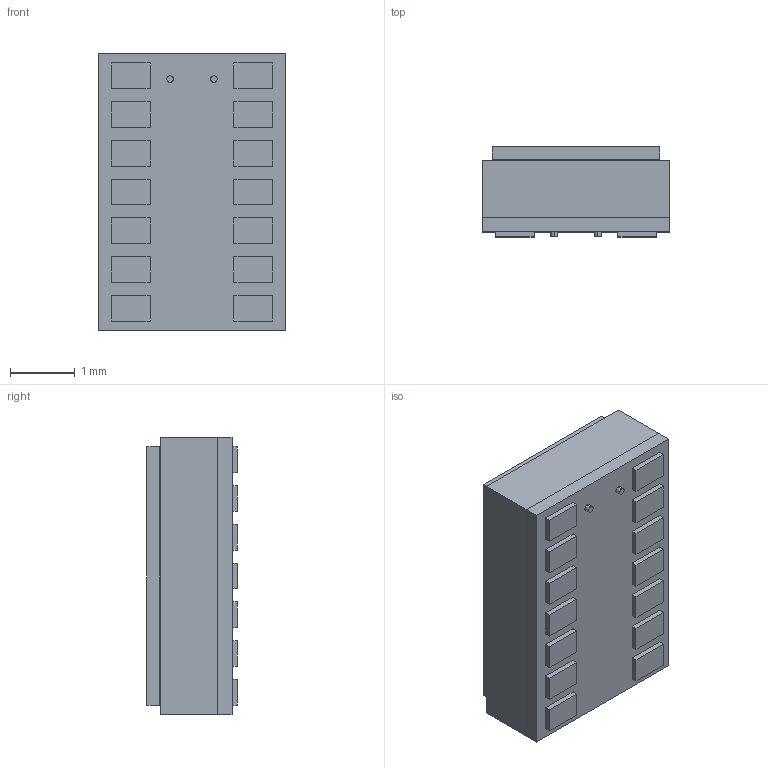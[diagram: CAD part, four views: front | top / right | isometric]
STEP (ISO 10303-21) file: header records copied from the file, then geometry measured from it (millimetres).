
FILE_DESCRIPTION (( 'STEP AP214' ), '1' );
FILE_NAME ('MAXM86161.STEP', '2021-03-15T06:52:57', ( '' ), ( '' ), 'SwSTEP 2.0', 'SolidWorks 2018', '' );
FILE_SCHEMA (( 'AUTOMOTIVE_DESIGN' ));
Length unit declared in the file: millimetre
Products named in the file (1): MAXM86161
Bounding box: 2.9 x 1.4 x 4.3 mm (x, y, z)
Volume: 16.2 mm3; surface area: 114.5 mm2
Topology: 21 solids, 21 shells, 209 faces, 450 edges, 300 vertices
Faces by surface type: plane 191, cylinder 18
Entity records: 7257 total; most frequent: CARTESIAN_POINT 960, DIRECTION 906, ORIENTED_EDGE 900, EDGE_CURVE 450, VECTOR 414, LINE 414, VERTEX_POINT 300, AXIS2_PLACEMENT_3D 246
